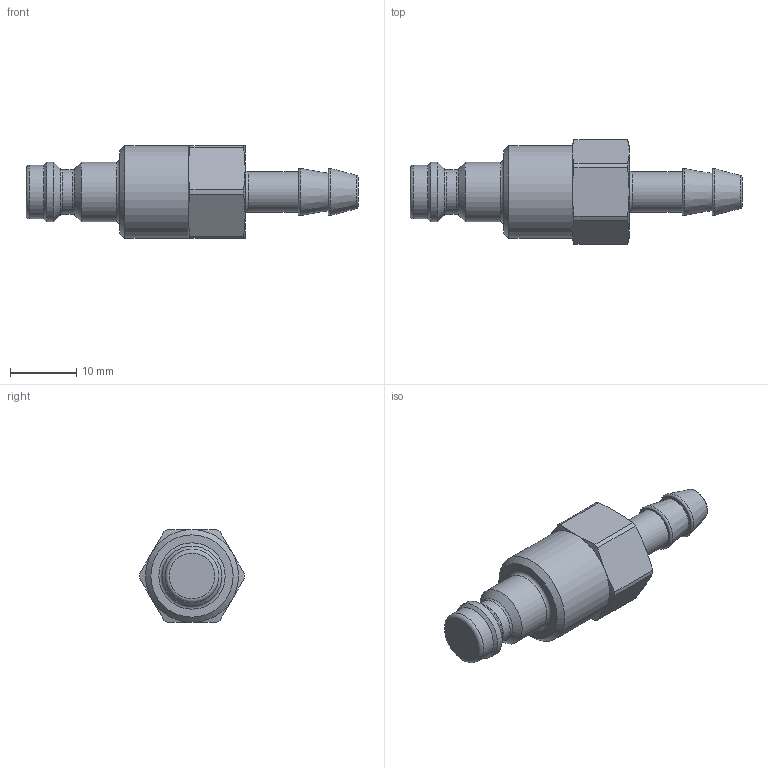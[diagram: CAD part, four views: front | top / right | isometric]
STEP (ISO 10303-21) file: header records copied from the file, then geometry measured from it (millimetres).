
FILE_DESCRIPTION((''),'2;1');
FILE_NAME('21sltf06mpx.stp','2015-03-11T15:53:35',('IA176480'),(''),'Autodesk Inventor 2013','Autodesk Inventor 2013','');
FILE_SCHEMA(('AUTOMOTIVE_DESIGN { 1 0 10303 214 1 1 1 1 }'));
Length unit declared in the file: millimetre
Products named in the file (1): D113604
Bounding box: 50 x 15.8 x 14 mm (x, y, z)
Volume: 4253.7 mm3; surface area: 2333 mm2
Topology: 1 solids, 2 shells, 61 faces, 126 edges, 73 vertices
Faces by surface type: cone 22, cylinder 16, plane 14, torus 9
Full cylindrical faces by diameter (mm): 6.05 x1, 6.65 x1, 8.1 x1, 9 x2, 10.666 x1, 11 x1, 11.98 x1, 12 x1, 14 x1
Entity records: 1503 total; most frequent: CARTESIAN_POINT 276, DIRECTION 254, ORIENTED_EDGE 190, AXIS2_PLACEMENT_3D 121, EDGE_LOOP 96, EDGE_CURVE 95, VERTEX_POINT 71, FACE_OUTER_BOUND 61
